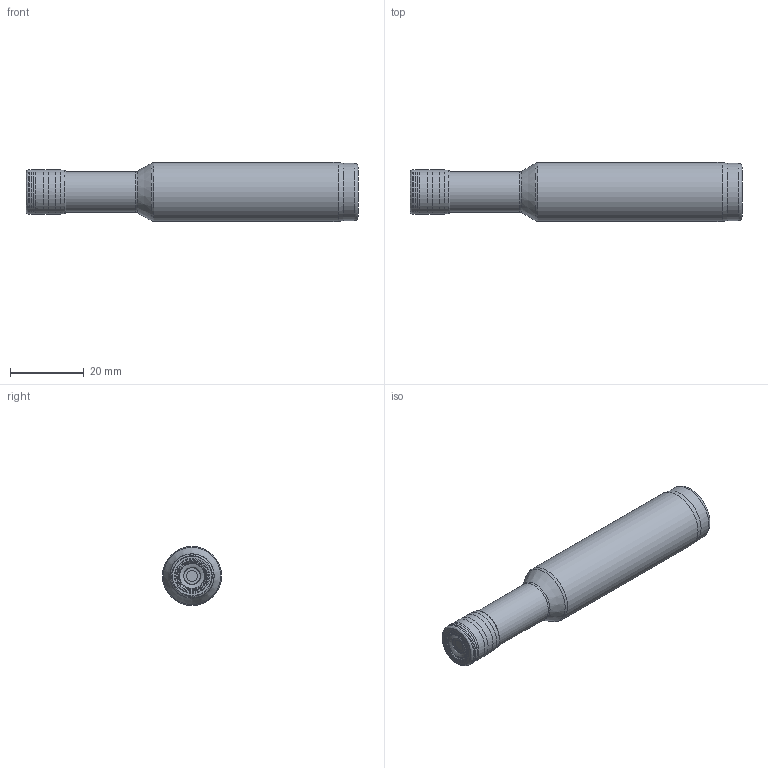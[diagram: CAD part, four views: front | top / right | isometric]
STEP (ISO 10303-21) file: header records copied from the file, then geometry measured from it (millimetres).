
FILE_DESCRIPTION(/* description */ (''),/* implementation_level */ '2;1');
FILE_NAME(/* name */ 'AEM90-AZ11-D12-W16-L90-Z01.stp',/* time_stamp */ '2023-10-19T18:46:06+03:00',/* author */ (''),/* organization */ (''),/* preprocessor_version */ 'ST-DEVELOPER v19.4',/* originating_system */ 'SIEMENS PLM Software NX2306.3001',/* authorisation */ '');
FILE_SCHEMA (('AUTOMOTIVE_DESIGN { 1 0 10303 214 3 1 1 1 }'));
Length unit declared in the file: millimetre
Products named in the file (1): AEM90-AZ11-D12-W16-L90-Z01
Bounding box: 89.98 x 16 x 16 mm (x, y, z)
Volume: 15575.4 mm3; surface area: 4953.4 mm2
Topology: 2 solids, 2 shells, 60 faces, 164 edges, 106 vertices
Faces by surface type: revolution 47, cone 5, cylinder 3, torus 3, plane 2
Full cylindrical faces by diameter (mm): 11 x1, 15.5 x1, 16 x1
Entity records: 1719 total; most frequent: CARTESIAN_POINT 565, DIRECTION 200, EDGE_LOOP 118, ORIENTED_EDGE 118, FACE_BOUND 116, AXIS2_PLACEMENT_3D 73, ADVANCED_FACE 60, VERTEX_POINT 59
